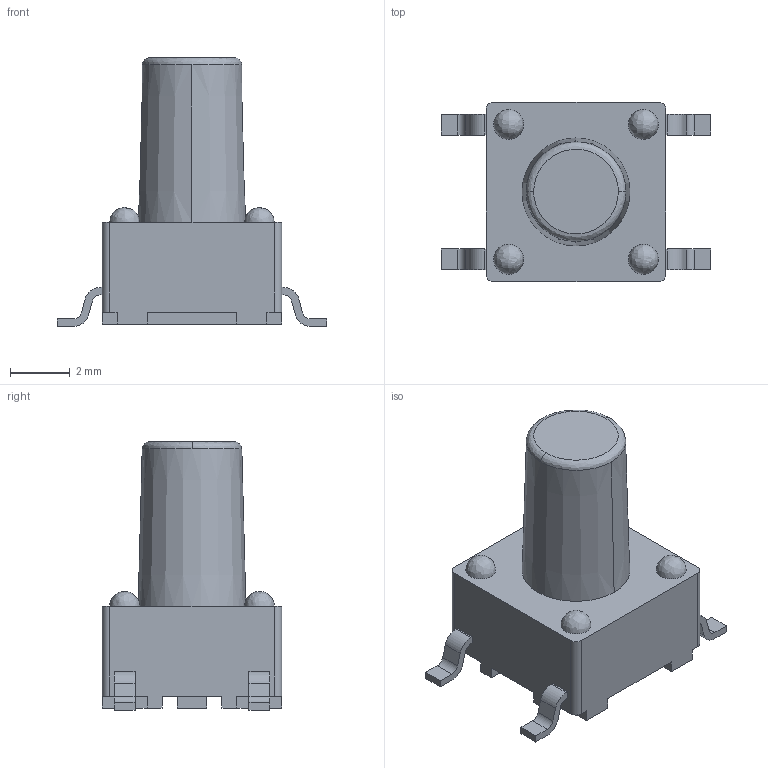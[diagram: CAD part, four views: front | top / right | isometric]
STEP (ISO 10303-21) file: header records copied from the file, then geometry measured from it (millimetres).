
FILE_DESCRIPTION (( 'STEP AP214' ), '1' );
FILE_NAME ('SMD-6X6X9.STEP', '2017-06-18T09:22:54', ( 'Charjie' ), ( 'Microsoft' ), 'SwSTEP 2.0', 'SolidWorks 2014', '' );
FILE_SCHEMA (( 'AUTOMOTIVE_DESIGN' ));
Length unit declared in the file: millimetre
Products named in the file (4): SMD-6X6X9; TSW_SMD-6x6x9; Designator361
Assembly tree (3 placements, depth 4):
  SMD-6X6X9
    Designator361
      TSW_SMD-6x6x9
        TSW_SMD-6x6x9
Bounding box: 9 x 6 x 8.97 mm (x, y, z)
Volume: 167.3 mm3; surface area: 238.5 mm2
Topology: 3 solids, 3 shells, 112 faces, 312 edges, 208 vertices
Faces by surface type: plane 84, cylinder 20, bspline 6, cone 2
Entity records: 5038 total; most frequent: CARTESIAN_POINT 816, ORIENTED_EDGE 608, DIRECTION 578, EDGE_CURVE 304, VECTOR 238, LINE 238, VERTEX_POINT 208, AXIS2_PLACEMENT_3D 170
